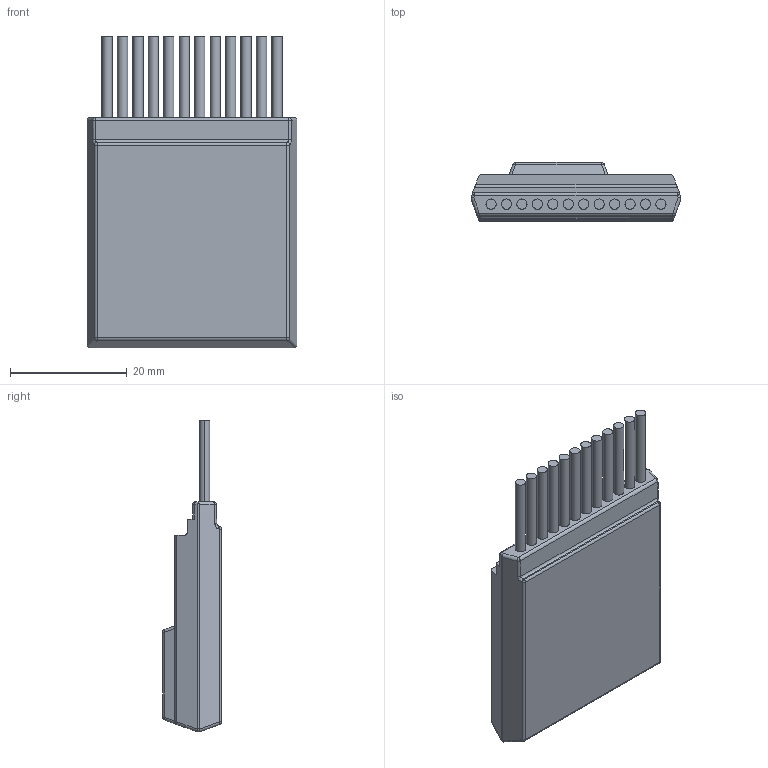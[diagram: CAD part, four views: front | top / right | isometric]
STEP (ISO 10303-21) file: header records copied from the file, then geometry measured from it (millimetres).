
FILE_DESCRIPTION((''),'2;1');
FILE_NAME('CAD-8607_SW0001','2023-02-14T11:39:26',('creinig-se'),(''),'CREO PARAMETRIC BY PTC INC, 2019292','CREO PARAMETRIC BY PTC INC, 2019292','');
FILE_SCHEMA(('CONFIG_CONTROL_DESIGN','SHAPE_APPEARANCE_LAYERS_GROUPS'));
Length unit declared in the file: millimetre
Products named in the file (1): CAD-8607_SW0001
Bounding box: 36 x 10.1 x 53.5 mm (x, y, z)
Volume: 11064.4 mm3; surface area: 4683.9 mm2
Topology: 1 solids, 1 shells, 110 faces, 256 edges, 146 vertices
Faces by surface type: cylinder 60, plane 34, sphere 14, bspline 2
Entity records: 4000 total; most frequent: CARTESIAN_POINT 727, DIRECTION 522, ORIENTED_EDGE 484, EDGE_CURVE 242, AXIS2_PLACEMENT_3D 204, VERTEX_POINT 146, EDGE_LOOP 122, VECTOR 114
